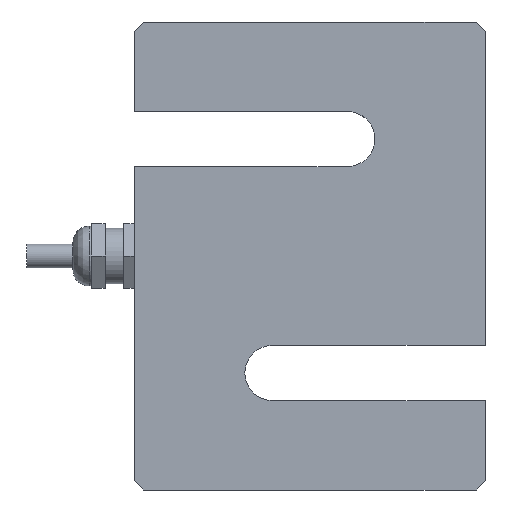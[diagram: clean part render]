
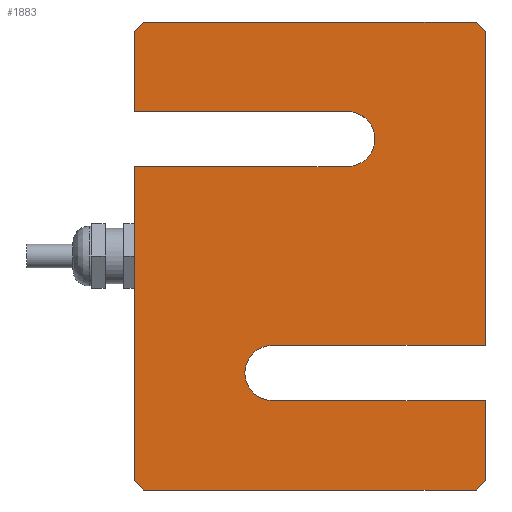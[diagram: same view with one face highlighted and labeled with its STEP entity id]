
A CAD part, front view. The second image highlights one B-rep face of the part: STEP entity #1883.
In plain terms, the highlighted planar face has unit normal (0, -1, 0).
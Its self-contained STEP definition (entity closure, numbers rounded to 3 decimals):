
#186=PLANE('',#2038);
#282=FACE_OUTER_BOUND('',#400,.T.);
#400=EDGE_LOOP('',(#1548,#1549,#1550,#1551,#1552,#1553,#1554,#1555,#1556,
#1557,#1558,#1559,#1560,#1561,#1562,#1563));
#524=LINE('',#4950,#661);
#527=LINE('',#4956,#664);
#530=LINE('',#4962,#667);
#532=LINE('',#5035,#669);
#536=LINE('',#5148,#673);
#538=LINE('',#5152,#675);
#540=LINE('',#5158,#677);
#542=LINE('',#5162,#679);
#543=LINE('',#5415,#680);
#545=LINE('',#5419,#682);
#547=LINE('',#5423,#684);
#548=LINE('',#5426,#685);
#549=LINE('',#5429,#686);
#550=LINE('',#5431,#687);
#661=VECTOR('',#2376,10.);
#664=VECTOR('',#2381,10.);
#667=VECTOR('',#2386,10.);
#669=VECTOR('',#2390,10.);
#673=VECTOR('',#2396,10.);
#675=VECTOR('',#2400,10.);
#677=VECTOR('',#2406,10.);
#679=VECTOR('',#2410,10.);
#680=VECTOR('',#2413,10.);
#682=VECTOR('',#2417,10.);
#684=VECTOR('',#2421,10.);
#685=VECTOR('',#2424,10.);
#686=VECTOR('',#2427,10.);
#687=VECTOR('',#2430,10.);
#723=CIRCLE('',#2039,6.);
#724=CIRCLE('',#2040,6.);
#882=VERTEX_POINT('',#4946);
#883=VERTEX_POINT('',#4948);
#884=VERTEX_POINT('',#4952);
#885=VERTEX_POINT('',#4954);
#886=VERTEX_POINT('',#4958);
#887=VERTEX_POINT('',#4960);
#889=VERTEX_POINT('',#5032);
#890=VERTEX_POINT('',#5034);
#892=VERTEX_POINT('',#5146);
#893=VERTEX_POINT('',#5150);
#895=VERTEX_POINT('',#5156);
#896=VERTEX_POINT('',#5160);
#897=VERTEX_POINT('',#5417);
#898=VERTEX_POINT('',#5421);
#899=VERTEX_POINT('',#5425);
#900=VERTEX_POINT('',#5428);
#1122=EDGE_CURVE('',#882,#883,#524,.T.);
#1125=EDGE_CURVE('',#884,#885,#527,.T.);
#1128=EDGE_CURVE('',#886,#887,#530,.T.);
#1131=EDGE_CURVE('',#890,#889,#532,.T.);
#1136=EDGE_CURVE('',#892,#890,#536,.T.);
#1138=EDGE_CURVE('',#887,#893,#538,.T.);
#1141=EDGE_CURVE('',#895,#893,#540,.T.);
#1143=EDGE_CURVE('',#895,#896,#542,.T.);
#1146=EDGE_CURVE('',#884,#896,#543,.T.);
#1148=EDGE_CURVE('',#883,#897,#545,.T.);
#1150=EDGE_CURVE('',#898,#897,#547,.T.);
#1151=EDGE_CURVE('',#892,#899,#548,.T.);
#1152=EDGE_CURVE('',#889,#886,#723,.T.);
#1153=EDGE_CURVE('',#885,#900,#549,.T.);
#1154=EDGE_CURVE('',#900,#882,#724,.T.);
#1155=EDGE_CURVE('',#898,#899,#550,.T.);
#1548=ORIENTED_EDGE('',*,*,#1151,.F.);
#1549=ORIENTED_EDGE('',*,*,#1136,.T.);
#1550=ORIENTED_EDGE('',*,*,#1131,.T.);
#1551=ORIENTED_EDGE('',*,*,#1152,.T.);
#1552=ORIENTED_EDGE('',*,*,#1128,.T.);
#1553=ORIENTED_EDGE('',*,*,#1138,.T.);
#1554=ORIENTED_EDGE('',*,*,#1141,.F.);
#1555=ORIENTED_EDGE('',*,*,#1143,.T.);
#1556=ORIENTED_EDGE('',*,*,#1146,.F.);
#1557=ORIENTED_EDGE('',*,*,#1125,.T.);
#1558=ORIENTED_EDGE('',*,*,#1153,.T.);
#1559=ORIENTED_EDGE('',*,*,#1154,.T.);
#1560=ORIENTED_EDGE('',*,*,#1122,.T.);
#1561=ORIENTED_EDGE('',*,*,#1148,.T.);
#1562=ORIENTED_EDGE('',*,*,#1150,.F.);
#1563=ORIENTED_EDGE('',*,*,#1155,.T.);
#1883=ADVANCED_FACE('',(#282),#186,.F.);
#2038=AXIS2_PLACEMENT_3D('',#5424,#2422,#2423);
#2039=AXIS2_PLACEMENT_3D('',#5427,#2425,#2426);
#2040=AXIS2_PLACEMENT_3D('',#5430,#2428,#2429);
#2376=DIRECTION('',(1.,0.,0.));
#2381=DIRECTION('',(0.,0.,1.));
#2386=DIRECTION('',(-1.,0.,0.));
#2390=DIRECTION('',(1.,0.,0.));
#2396=DIRECTION('',(0.,0.,-1.));
#2400=DIRECTION('',(0.,0.,-1.));
#2406=DIRECTION('',(-0.707,0.,0.707));
#2410=DIRECTION('',(1.,0.,0.));
#2413=DIRECTION('',(-0.707,0.,-0.707));
#2417=DIRECTION('',(0.,0.,1.));
#2421=DIRECTION('',(0.707,0.,-0.707));
#2422=DIRECTION('center_axis',(0.,1.,0.));
#2423=DIRECTION('ref_axis',(1.,0.,0.));
#2424=DIRECTION('',(0.707,0.,0.707));
#2425=DIRECTION('center_axis',(0.,1.,0.));
#2426=DIRECTION('ref_axis',(0.,0.,1.));
#2427=DIRECTION('',(-1.,0.,0.));
#2428=DIRECTION('center_axis',(0.,1.,0.));
#2429=DIRECTION('ref_axis',(0.,0.,-1.));
#2430=DIRECTION('',(-1.,0.,0.));
#4946=CARTESIAN_POINT('',(-8.1,-15.9,-19.4));
#4948=CARTESIAN_POINT('',(38.1,-15.9,-19.4));
#4950=CARTESIAN_POINT('',(38.1,-15.9,-19.4));
#4952=CARTESIAN_POINT('',(38.1,-15.9,-48.8));
#4954=CARTESIAN_POINT('',(38.1,-15.9,-31.4));
#4956=CARTESIAN_POINT('',(38.1,-15.9,-50.8));
#4958=CARTESIAN_POINT('',(8.1,-15.9,19.4));
#4960=CARTESIAN_POINT('',(-38.1,-15.9,19.4));
#4962=CARTESIAN_POINT('',(-38.1,-15.9,19.4));
#5032=CARTESIAN_POINT('',(8.1,-15.9,31.4));
#5034=CARTESIAN_POINT('',(-38.1,-15.9,31.4));
#5035=CARTESIAN_POINT('',(-38.1,-15.9,31.4));
#5146=CARTESIAN_POINT('',(-38.1,-15.9,48.8));
#5148=CARTESIAN_POINT('',(-38.1,-15.9,50.8));
#5150=CARTESIAN_POINT('',(-38.1,-15.9,-48.8));
#5152=CARTESIAN_POINT('',(-38.1,-15.9,50.8));
#5156=CARTESIAN_POINT('',(-36.1,-15.9,-50.8));
#5158=CARTESIAN_POINT('',(-40.275,-15.9,-46.625));
#5160=CARTESIAN_POINT('',(36.1,-15.9,-50.8));
#5162=CARTESIAN_POINT('',(-38.1,-15.9,-50.8));
#5415=CARTESIAN_POINT('',(40.275,-15.9,-46.625));
#5417=CARTESIAN_POINT('',(38.1,-15.9,48.8));
#5419=CARTESIAN_POINT('',(38.1,-15.9,-50.8));
#5421=CARTESIAN_POINT('',(36.1,-15.9,50.8));
#5423=CARTESIAN_POINT('',(40.275,-15.9,46.625));
#5424=CARTESIAN_POINT('Origin',(0.,-15.9,0.));
#5425=CARTESIAN_POINT('',(-36.1,-15.9,50.8));
#5426=CARTESIAN_POINT('',(-40.275,-15.9,46.625));
#5427=CARTESIAN_POINT('Origin',(8.1,-15.9,25.4));
#5428=CARTESIAN_POINT('',(-8.1,-15.9,-31.4));
#5429=CARTESIAN_POINT('',(38.1,-15.9,-31.4));
#5430=CARTESIAN_POINT('Origin',(-8.1,-15.9,-25.4));
#5431=CARTESIAN_POINT('',(38.1,-15.9,50.8));
